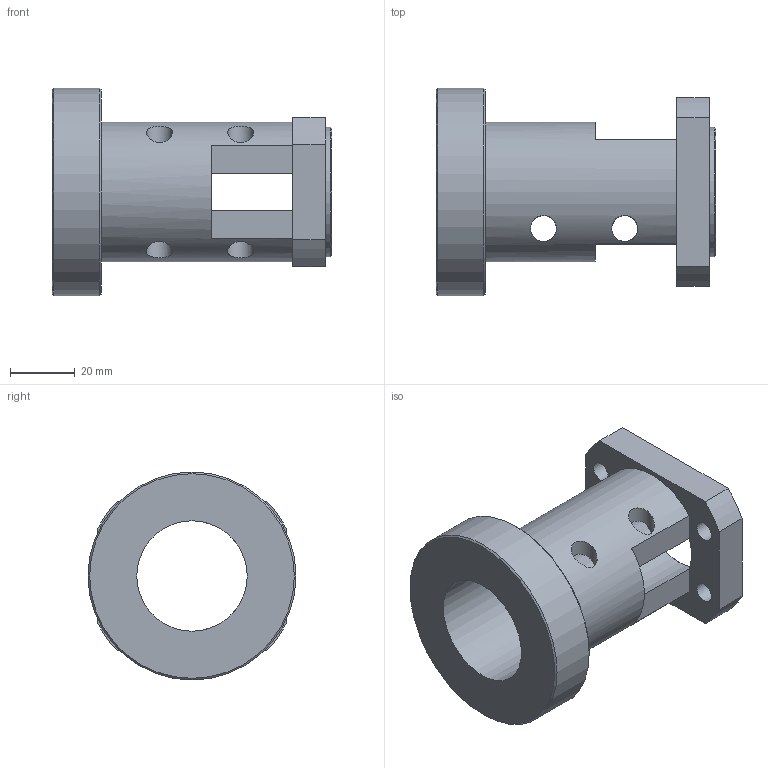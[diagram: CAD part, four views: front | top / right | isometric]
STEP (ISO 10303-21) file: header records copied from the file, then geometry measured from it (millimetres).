
FILE_DESCRIPTION(/* description */ (''),/* implementation_level */ '2;1');
FILE_NAME(/* name */ 'VK CTV110_MTV65 64 GESM14.stp',/* time_stamp */ '2015-08-25T13:42:44+01:00',/* author */ ('Hypex'),/* organization */ ('Hypex'),/* preprocessor_version */ 'ST-DEVELOPER v15.2',/* originating_system */ 'Autodesk Inventor 2014',/* authorisation */ '');
FILE_SCHEMA (('AUTOMOTIVE_DESIGN { 1 0 10303 214 3 1 1 }'));
Length unit declared in the file: millimetre
Products named in the file (1): VK CTV110_MTV65 64 GESM14
Bounding box: 86 x 64 x 64 mm (x, y, z)
Volume: 76678.6 mm3; surface area: 28741 mm2
Topology: 1 solids, 1 shells, 35 faces, 100 edges, 67 vertices
Faces by surface type: cylinder 16, plane 15, cone 4
Full cylindrical faces by diameter (mm): 6.2 x4, 8 x4, 34 x1, 40 x1, 43 x1, 64 x1
Entity records: 1329 total; most frequent: CARTESIAN_POINT 450, DIRECTION 174, ORIENTED_EDGE 150, EDGE_CURVE 75, EDGE_LOOP 74, AXIS2_PLACEMENT_3D 71, VERTEX_POINT 59, FACE_BOUND 42
